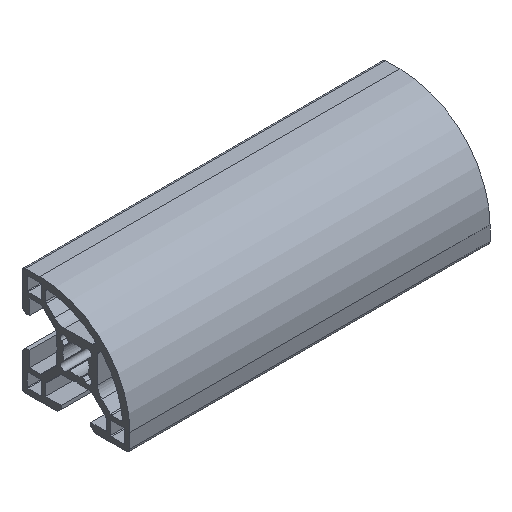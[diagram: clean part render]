
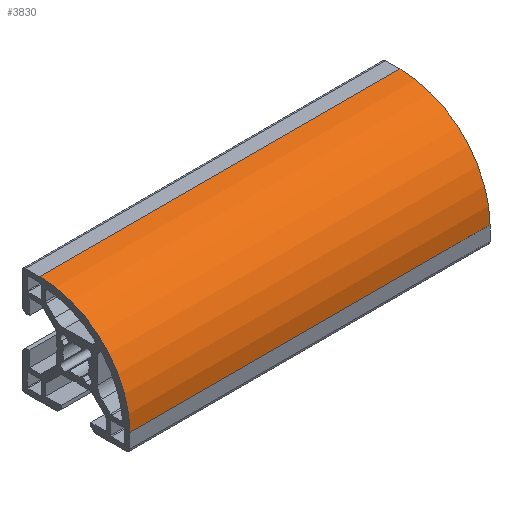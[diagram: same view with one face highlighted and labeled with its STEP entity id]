
A CAD part, isometric view. The second image highlights one B-rep face of the part: STEP entity #3830.
In plain terms, the highlighted cylindrical face has radius 25 mm (diameter 50 mm), a partial arc.
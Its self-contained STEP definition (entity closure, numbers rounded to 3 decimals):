
#266 = EDGE_CURVE ( 'NONE', #3695, #4413, #2003, .T. ) ;
#449 = DIRECTION ( 'NONE',  ( -1., 0., 0. ) ) ;
#491 = DIRECTION ( 'NONE',  ( -1., 0., 0. ) ) ;
#594 = CARTESIAN_POINT ( 'NONE',  ( -40.816, 64.898, -10. ) ) ;
#852 = AXIS2_PLACEMENT_3D ( 'NONE', #1979, #1966, #3347 ) ;
#1367 = CARTESIAN_POINT ( 'NONE',  ( -40.816, 64.898, 15. ) ) ;
#1390 = VERTEX_POINT ( 'NONE', #1367 ) ;
#1541 = CARTESIAN_POINT ( 'NONE',  ( 59.184, 64.898, 15. ) ) ;
#1617 = AXIS2_PLACEMENT_3D ( 'NONE', #3632, #3321, #3260 ) ;
#1815 = ORIENTED_EDGE ( 'NONE', *, *, #2218, .T. ) ;
#1899 = DIRECTION ( 'NONE',  ( 1., 0., 0. ) ) ;
#1966 = DIRECTION ( 'NONE',  ( 1., 0., 0. ) ) ;
#1979 = CARTESIAN_POINT ( 'NONE',  ( 59.184, 64.898, -10. ) ) ;
#2003 = LINE ( 'NONE', #2506, #4250 ) ;
#2029 = CARTESIAN_POINT ( 'NONE',  ( 59.184, 39.898, -10. ) ) ;
#2178 = FACE_OUTER_BOUND ( 'NONE', #2381, .T. ) ;
#2196 = ORIENTED_EDGE ( 'NONE', *, *, #4132, .T. ) ;
#2218 = EDGE_CURVE ( 'NONE', #1390, #4413, #3360, .T. ) ;
#2219 = CARTESIAN_POINT ( 'NONE',  ( -40.816, 39.898, -10. ) ) ;
#2381 = EDGE_LOOP ( 'NONE', ( #1815, #2401, #2965, #2196 ) ) ;
#2401 = ORIENTED_EDGE ( 'NONE', *, *, #266, .F. ) ;
#2506 = CARTESIAN_POINT ( 'NONE',  ( 59.184, 39.898, -10. ) ) ;
#2669 = AXIS2_PLACEMENT_3D ( 'NONE', #594, #1899, #2993 ) ;
#2891 = CYLINDRICAL_SURFACE ( 'NONE', #1617, 25. ) ;
#2965 = ORIENTED_EDGE ( 'NONE', *, *, #3202, .F. ) ;
#2993 = DIRECTION ( 'NONE',  ( 0., 0., -1. ) ) ;
#2997 = CIRCLE ( 'NONE', #852, 25. ) ;
#3202 = EDGE_CURVE ( 'NONE', #4184, #3695, #2997, .T. ) ;
#3260 = DIRECTION ( 'NONE',  ( 0., 0., 1. ) ) ;
#3321 = DIRECTION ( 'NONE',  ( -1., 0., 0. ) ) ;
#3347 = DIRECTION ( 'NONE',  ( 0., 0., -1. ) ) ;
#3360 = CIRCLE ( 'NONE', #2669, 25. ) ;
#3528 = LINE ( 'NONE', #3629, #4009 ) ;
#3629 = CARTESIAN_POINT ( 'NONE',  ( 59.184, 64.898, 15. ) ) ;
#3632 = CARTESIAN_POINT ( 'NONE',  ( 59.184, 64.898, -10. ) ) ;
#3695 = VERTEX_POINT ( 'NONE', #2029 ) ;
#3830 = ADVANCED_FACE ( 'NONE', ( #2178 ), #2891, .T. ) ;
#4009 = VECTOR ( 'NONE', #491, 1000. ) ;
#4132 = EDGE_CURVE ( 'NONE', #4184, #1390, #3528, .T. ) ;
#4184 = VERTEX_POINT ( 'NONE', #1541 ) ;
#4250 = VECTOR ( 'NONE', #449, 1000. ) ;
#4413 = VERTEX_POINT ( 'NONE', #2219 ) ;
